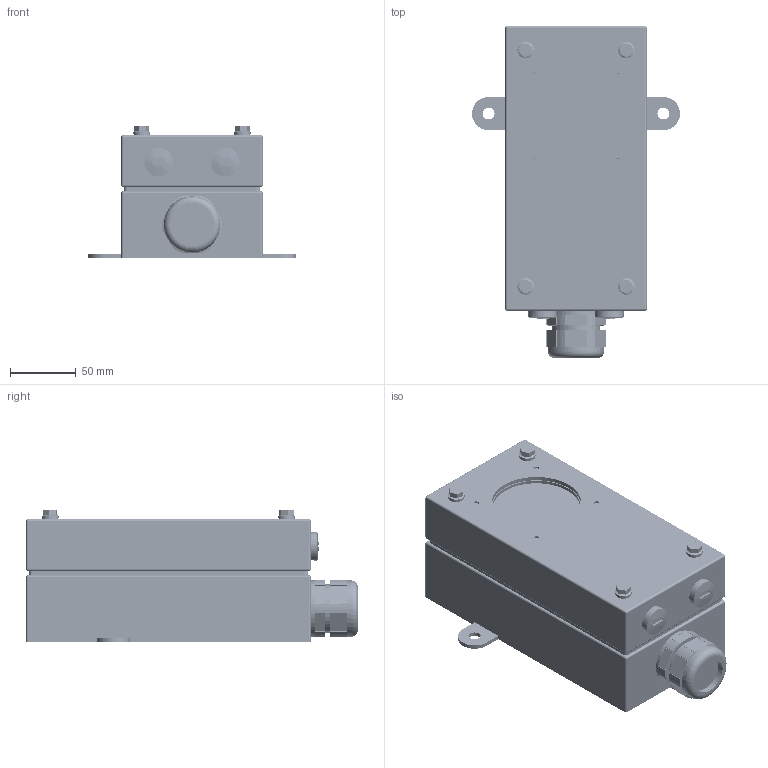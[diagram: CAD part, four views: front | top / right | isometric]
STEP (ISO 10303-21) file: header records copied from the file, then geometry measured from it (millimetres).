
FILE_DESCRIPTION (( 'STEP AP203' ), '1' );
FILE_NAME ('L7-AE.STEP', '2022-03-11T13:43:38', ( '' ), ( '' ), 'SwSTEP 2.0', 'SolidWorks 2021', '' );
FILE_SCHEMA (( 'CONFIG_CONTROL_DESIGN' ));
Length unit declared in the file: inch
Products named in the file (28): PG29-S01; PG11-S01; 200416; L7-AE; PG11-I04; PG11-N03; PG29-01-01-01-01_.060 GAP; SP-M6-1; 201022; RSC62200; 92095A189_92095A189; 93625A200; 94639A447_94639A447; PG29-N01; 800002_DEFAULT; PG29-I01; 400200; PG29-B01; 93635A238_93635A238; 500304; 200415; 800003_DEFAULT; 94639A455_94639A455; 200309; 200426; 200425; 400311; 400101
Assembly tree (60 placements, depth 3):
  L7-AE
    200416
      200415
      SP-M6-1  x4
      800003_DEFAULT  x3
    200426
      200425
      800002_DEFAULT  x4
    200309
    201022
    400101
    400200
    400311
    500304
    PG29-01-01-01-01_.060 GAP
      PG29-B01
      PG29-I01
      PG29-S01
      PG29-N01
    PG11-N03  x2
    PG11-I04  x2
    PG11-S01  x2
    94639A447_94639A447  x6
    RSC62200  x4
    93635A238_93635A238  x4
    93625A200  x7
    94639A455_94639A455  x3
    92095A189_92095A189  x4
Bounding box: 158.75 x 253.17 x 101.28 mm (x, y, z)
Volume: 396467.7 mm3; surface area: 355190 mm2
Topology: 79 solids, 79 shells, 2755 faces, 7180 edges, 4646 vertices
Faces by surface type: cylinder 1561, plane 697, cone 346, bspline 112, sphere 20, torus 19
Entity records: 79335 total; most frequent: CARTESIAN_POINT 49745, ORIENTED_EDGE 5698, DIRECTION 5059, EDGE_CURVE 2849, AXIS2_PLACEMENT_3D 1915, VERTEX_POINT 1836, EDGE_LOOP 1259, LINE 1229
